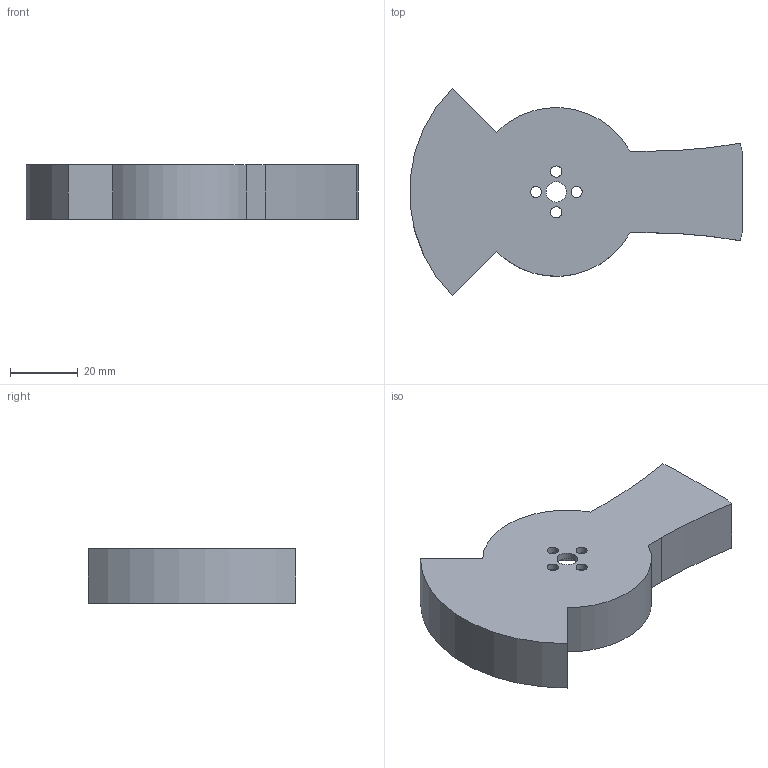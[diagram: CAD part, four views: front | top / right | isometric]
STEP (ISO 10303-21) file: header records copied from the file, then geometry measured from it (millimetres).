
FILE_DESCRIPTION(/* description */ (''),/* implementation_level */ '2;1');
FILE_NAME(/* name */ 'asym weapon test v4.step',/* time_stamp */ '2024-07-23T19:55:37-04:00',/* author */ (''),/* organization */ (''),/* preprocessor_version */ 'ST-DEVELOPER v20',/* originating_system */ 'Autodesk Translation Framework v13.14.0.145',/* authorisation */ '');
FILE_SCHEMA (('AUTOMOTIVE_DESIGN { 1 0 10303 214 3 1 1 }'));
Length unit declared in the file: millimetre
Products named in the file (2): asym weapon test; Weapon Blade v1
Assembly tree (1 placements, depth 2):
  asym weapon test
    Weapon Blade v1
Bounding box: 97.76 x 61.13 x 16 mm (x, y, z)
Volume: 38169.7 mm3; surface area: 13977.8 mm2
Topology: 1 solids, 1 shells, 21 faces, 54 edges, 36 vertices
Faces by surface type: cylinder 13, plane 8
Full cylindrical faces by diameter (mm): 3.3 x4, 6 x1, 43.7 x1
Entity records: 743 total; most frequent: DIRECTION 130, CARTESIAN_POINT 115, ORIENTED_EDGE 108, EDGE_CURVE 54, AXIS2_PLACEMENT_3D 51, VERTEX_POINT 36, EDGE_LOOP 32, LINE 28
